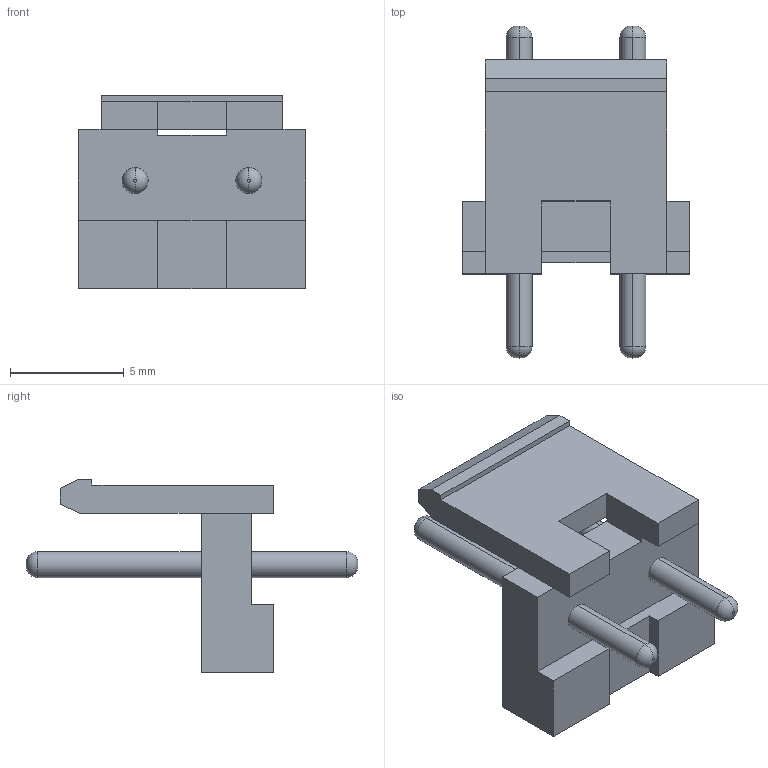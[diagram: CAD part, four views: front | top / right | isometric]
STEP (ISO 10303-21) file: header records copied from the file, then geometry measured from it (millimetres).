
FILE_DESCRIPTION (( 'STEP AP214' ), '1' );
FILE_NAME ('Conn_JST_NV_P=5.00mm.STEP', '2024-06-27T06:14:39', ( '' ), ( '' ), 'SwSTEP 2.0', 'SolidWorks 2023', '' );
FILE_SCHEMA (( 'AUTOMOTIVE_DESIGN' ));
Length unit declared in the file: millimetre
Products named in the file (1): Conn_JST_NV_P=5.00mm
Bounding box: 10 x 14.6 x 8.5 mm (x, y, z)
Volume: 284.6 mm3; surface area: 485.5 mm2
Topology: 1 solids, 1 shells, 50 faces, 124 edges, 78 vertices
Faces by surface type: plane 34, torus 8, cylinder 8
Entity records: 1495 total; most frequent: DIRECTION 258, CARTESIAN_POINT 253, ORIENTED_EDGE 248, EDGE_CURVE 124, VECTOR 92, LINE 92, AXIS2_PLACEMENT_3D 83, VERTEX_POINT 78
